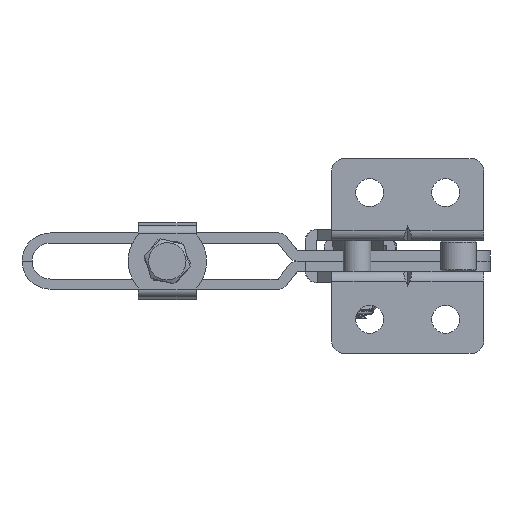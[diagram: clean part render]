
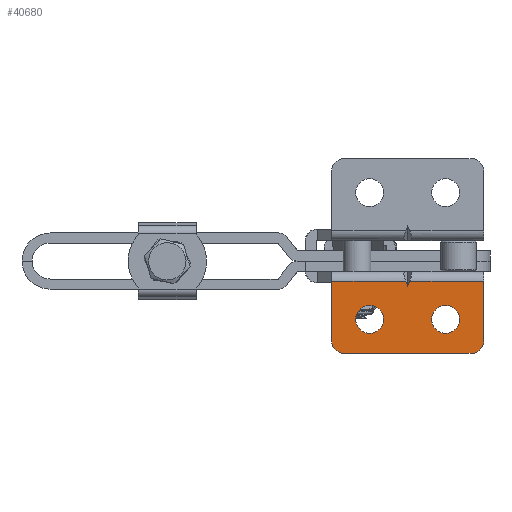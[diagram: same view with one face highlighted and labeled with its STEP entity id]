
A CAD part, front view. The second image highlights one B-rep face of the part: STEP entity #40680.
In plain terms, the highlighted planar face has unit normal (0, -1, 0).
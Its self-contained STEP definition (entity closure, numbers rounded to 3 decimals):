
#755 = VECTOR ( 'NONE', #8752, 1000. ) ;
#1043 = ORIENTED_EDGE ( 'NONE', *, *, #18921, .F. ) ;
#2037 = CARTESIAN_POINT ( 'NONE',  ( -29.203, 0., -16. ) ) ;
#2453 = VERTEX_POINT ( 'NONE', #26106 ) ;
#2592 = CARTESIAN_POINT ( 'NONE',  ( -9.5, 0., -31. ) ) ;
#3114 = DIRECTION ( 'NONE',  ( 0., -1., 0. ) ) ;
#4370 = CARTESIAN_POINT ( 'NONE',  ( -30., 0., -17.879 ) ) ;
#4925 = VECTOR ( 'NONE', #46227, 1000. ) ;
#5027 = LINE ( 'NONE', #32054, #36460 ) ;
#5038 = LINE ( 'NONE', #48912, #35212 ) ;
#5043 = DIRECTION ( 'NONE',  ( 0., -1., 0. ) ) ;
#5486 = EDGE_CURVE ( 'NONE', #40517, #18858, #16357, .T. ) ;
#6055 = EDGE_CURVE ( 'NONE', #48131, #2453, #9260, .T. ) ;
#6246 = LINE ( 'NONE', #21627, #4925 ) ;
#6893 = CARTESIAN_POINT ( 'NONE',  ( -5., 0., -39.5 ) ) ;
#6930 = CARTESIAN_POINT ( 'NONE',  ( -60., 0., -39.5 ) ) ;
#7151 = CARTESIAN_POINT ( 'NONE',  ( -15., 0., -31. ) ) ;
#7798 = CARTESIAN_POINT ( 'NONE',  ( -60., 0., -16.5 ) ) ;
#8292 = ORIENTED_EDGE ( 'NONE', *, *, #8618, .F. ) ;
#8523 = AXIS2_PLACEMENT_3D ( 'NONE', #29602, #5043, #33717 ) ;
#8618 = EDGE_CURVE ( 'NONE', #22484, #17011, #20661, .T. ) ;
#8752 = DIRECTION ( 'NONE',  ( 0., 0., 1. ) ) ;
#8789 = VERTEX_POINT ( 'NONE', #22141 ) ;
#9260 = CIRCLE ( 'NONE', #29638, 5. ) ;
#9455 = CARTESIAN_POINT ( 'NONE',  ( -25.919, 0., -27.497 ) ) ;
#10885 = CARTESIAN_POINT ( 'NONE',  ( -20.5, 0., -31. ) ) ;
#11016 = DIRECTION ( 'NONE',  ( -1., 0., 0. ) ) ;
#11114 = EDGE_LOOP ( 'NONE', ( #39118, #48827 ) ) ;
#11195 = CARTESIAN_POINT ( 'NONE',  ( -55., 0., -39.5 ) ) ;
#11271 = DIRECTION ( 'NONE',  ( -1., 0., 0. ) ) ;
#11737 = AXIS2_PLACEMENT_3D ( 'NONE', #11195, #39880, #15311 ) ;
#12993 = EDGE_CURVE ( 'NONE', #48131, #18858, #44442, .T. ) ;
#13358 = VERTEX_POINT ( 'NONE', #52855 ) ;
#13576 = CARTESIAN_POINT ( 'NONE',  ( -45., 0., -31. ) ) ;
#14557 = ORIENTED_EDGE ( 'NONE', *, *, #6055, .F. ) ;
#14982 = ORIENTED_EDGE ( 'NONE', *, *, #32712, .F. ) ;
#15311 = DIRECTION ( 'NONE',  ( -1., 0., 0. ) ) ;
#15323 = CARTESIAN_POINT ( 'NONE',  ( 0., 0., -16.5 ) ) ;
#15982 = AXIS2_PLACEMENT_3D ( 'NONE', #13576, #42304, #17705 ) ;
#16357 = LINE ( 'NONE', #21740, #47859 ) ;
#16877 = EDGE_LOOP ( 'NONE', ( #33069, #1043, #29269, #33482, #23750, #14557, #38114, #52214, #22340 ) ) ;
#17011 = VERTEX_POINT ( 'NONE', #40067 ) ;
#17493 = VERTEX_POINT ( 'NONE', #6930 ) ;
#17686 = DIRECTION ( 'NONE',  ( 0.391, 0., -0.921 ) ) ;
#17705 = DIRECTION ( 'NONE',  ( -1., 0., 0. ) ) ;
#18858 = VERTEX_POINT ( 'NONE', #37776 ) ;
#18921 = EDGE_CURVE ( 'NONE', #13358, #8789, #6246, .T. ) ;
#19087 = AXIS2_PLACEMENT_3D ( 'NONE', #15323, #44039, #19422 ) ;
#19185 = CIRCLE ( 'NONE', #11737, 5. ) ;
#19237 = VERTEX_POINT ( 'NONE', #4370 ) ;
#19422 = DIRECTION ( 'NONE',  ( -1., 0., 0. ) ) ;
#20661 = CIRCLE ( 'NONE', #15982, 5.5 ) ;
#21027 = FACE_OUTER_BOUND ( 'NONE', #16877, .T. ) ;
#21627 = CARTESIAN_POINT ( 'NONE',  ( 0., 0., -16. ) ) ;
#21740 = CARTESIAN_POINT ( 'NONE',  ( 0., 0., -16. ) ) ;
#21897 = EDGE_CURVE ( 'NONE', #45809, #28500, #43321, .T. ) ;
#22141 = CARTESIAN_POINT ( 'NONE',  ( -30.797, 0., -16. ) ) ;
#22340 = ORIENTED_EDGE ( 'NONE', *, *, #40242, .F. ) ;
#22484 = VERTEX_POINT ( 'NONE', #44623 ) ;
#23750 = ORIENTED_EDGE ( 'NONE', *, *, #26790, .T. ) ;
#24070 = CARTESIAN_POINT ( 'NONE',  ( 0., 0., -39.5 ) ) ;
#26106 = CARTESIAN_POINT ( 'NONE',  ( -5., 0., -44.5 ) ) ;
#26323 = EDGE_CURVE ( 'NONE', #40556, #17493, #19185, .T. ) ;
#26790 = EDGE_CURVE ( 'NONE', #40556, #2453, #5027, .T. ) ;
#27004 = CARTESIAN_POINT ( 'NONE',  ( -55., 0., -44.5 ) ) ;
#27720 = CARTESIAN_POINT ( 'NONE',  ( -15., 0., -31. ) ) ;
#28500 = VERTEX_POINT ( 'NONE', #2592 ) ;
#28577 = EDGE_CURVE ( 'NONE', #28500, #45809, #51145, .T. ) ;
#29269 = ORIENTED_EDGE ( 'NONE', *, *, #38101, .F. ) ;
#29602 = CARTESIAN_POINT ( 'NONE',  ( -45., 0., -31. ) ) ;
#29638 = AXIS2_PLACEMENT_3D ( 'NONE', #6893, #35557, #11016 ) ;
#29908 = VECTOR ( 'NONE', #17686, 1000. ) ;
#31081 = EDGE_LOOP ( 'NONE', ( #8292, #14982 ) ) ;
#31535 = AXIS2_PLACEMENT_3D ( 'NONE', #7151, #35821, #11271 ) ;
#31818 = DIRECTION ( 'NONE',  ( -1., 0., 0. ) ) ;
#31944 = FACE_BOUND ( 'NONE', #11114, .T. ) ;
#32054 = CARTESIAN_POINT ( 'NONE',  ( -60., 0., -44.5 ) ) ;
#32059 = AXIS2_PLACEMENT_3D ( 'NONE', #27720, #3114, #31818 ) ;
#32712 = EDGE_CURVE ( 'NONE', #17011, #22484, #47193, .T. ) ;
#33069 = ORIENTED_EDGE ( 'NONE', *, *, #50108, .F. ) ;
#33482 = ORIENTED_EDGE ( 'NONE', *, *, #26323, .F. ) ;
#33717 = DIRECTION ( 'NONE',  ( -1., 0., 0. ) ) ;
#35212 = VECTOR ( 'NONE', #53206, 1000. ) ;
#35504 = DIRECTION ( 'NONE',  ( 1., 0., 0. ) ) ;
#35557 = DIRECTION ( 'NONE',  ( 0., 1., 0. ) ) ;
#35749 = PLANE ( 'NONE',  #19087 ) ;
#35821 = DIRECTION ( 'NONE',  ( 0., -1., 0. ) ) ;
#36460 = VECTOR ( 'NONE', #35504, 1000. ) ;
#36498 = DIRECTION ( 'NONE',  ( 0., 0., 1. ) ) ;
#37776 = CARTESIAN_POINT ( 'NONE',  ( 0., 0., -16. ) ) ;
#38101 = EDGE_CURVE ( 'NONE', #17493, #13358, #50693, .T. ) ;
#38114 = ORIENTED_EDGE ( 'NONE', *, *, #12993, .T. ) ;
#39118 = ORIENTED_EDGE ( 'NONE', *, *, #21897, .F. ) ;
#39759 = VECTOR ( 'NONE', #36498, 1000. ) ;
#39880 = DIRECTION ( 'NONE',  ( 0., 1., 0. ) ) ;
#40067 = CARTESIAN_POINT ( 'NONE',  ( -39.5, 0., -31. ) ) ;
#40242 = EDGE_CURVE ( 'NONE', #19237, #40517, #5038, .T. ) ;
#40517 = VERTEX_POINT ( 'NONE', #2037 ) ;
#40556 = VERTEX_POINT ( 'NONE', #27004 ) ;
#40680 = ADVANCED_FACE ( 'NONE', ( #41581, #31944, #21027 ), #35749, .F. ) ;
#40834 = LINE ( 'NONE', #9455, #29908 ) ;
#41581 = FACE_BOUND ( 'NONE', #31081, .T. ) ;
#42304 = DIRECTION ( 'NONE',  ( 0., -1., 0. ) ) ;
#43321 = CIRCLE ( 'NONE', #31535, 5.5 ) ;
#44039 = DIRECTION ( 'NONE',  ( 0., 1., 0. ) ) ;
#44442 = LINE ( 'NONE', #49687, #755 ) ;
#44623 = CARTESIAN_POINT ( 'NONE',  ( -50.5, 0., -31. ) ) ;
#45809 = VERTEX_POINT ( 'NONE', #10885 ) ;
#46227 = DIRECTION ( 'NONE',  ( 1., 0., 0. ) ) ;
#47193 = CIRCLE ( 'NONE', #8523, 5.5 ) ;
#47859 = VECTOR ( 'NONE', #50484, 1000. ) ;
#48131 = VERTEX_POINT ( 'NONE', #24070 ) ;
#48827 = ORIENTED_EDGE ( 'NONE', *, *, #28577, .F. ) ;
#48912 = CARTESIAN_POINT ( 'NONE',  ( -24.928, 0., -5.924 ) ) ;
#49687 = CARTESIAN_POINT ( 'NONE',  ( 0., 0., -16.5 ) ) ;
#50108 = EDGE_CURVE ( 'NONE', #8789, #19237, #40834, .T. ) ;
#50484 = DIRECTION ( 'NONE',  ( 1., 0., 0. ) ) ;
#50693 = LINE ( 'NONE', #7798, #39759 ) ;
#51145 = CIRCLE ( 'NONE', #32059, 5.5 ) ;
#52214 = ORIENTED_EDGE ( 'NONE', *, *, #5486, .F. ) ;
#52855 = CARTESIAN_POINT ( 'NONE',  ( -60., 0., -16. ) ) ;
#53206 = DIRECTION ( 'NONE',  ( 0.391, 0., 0.921 ) ) ;
